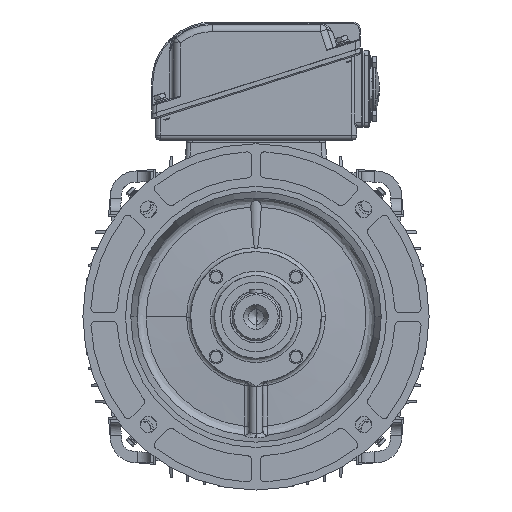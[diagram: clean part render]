
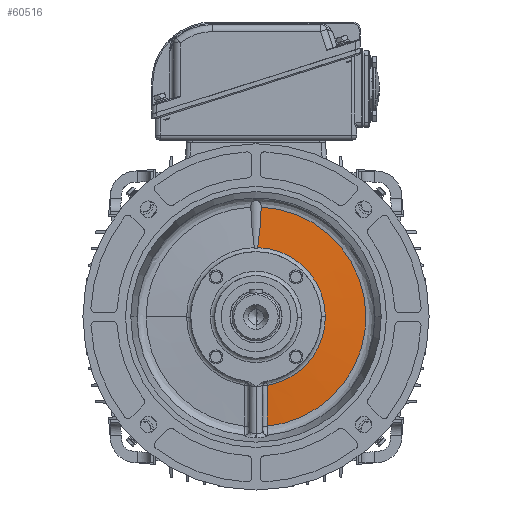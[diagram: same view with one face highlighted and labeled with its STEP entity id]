
A CAD part, front view. The second image highlights one B-rep face of the part: STEP entity #60516.
In plain terms, the highlighted conical face has half-angle 87 degrees and reference radius 126.322 mm.
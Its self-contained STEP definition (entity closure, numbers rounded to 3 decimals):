
#11531 = FACE_OUTER_BOUND ( 'NONE', #70783, .T. ) ;
#11533 = AXIS2_PLACEMENT_3D ( 'NONE', #15477, #15478, #15479 ) ;
#15477 = CARTESIAN_POINT ( 'NONE',  ( 0., 58.31, 0. ) ) ;
#15478 = DIRECTION ( 'NONE',  ( 0., -1., 0. ) ) ;
#15479 = DIRECTION ( 'NONE',  ( 0., 0., -1. ) ) ;
#33598 = CIRCLE ( 'NONE', #47344, 79.738 ) ;
#33600 = CIRCLE ( 'NONE', #47349, 79.738 ) ;
#33609 = CIRCLE ( 'NONE', #47374, 126.322 ) ;
#46184 = B_SPLINE_CURVE_WITH_KNOTS ( 'NONE', 3,
 ( #64461, #64462, #64464, #64466, #64467, #64469, #64471, #64473, #64474, #64475, #64477, #64479, #64480, #64481, #64483, #64485, #64487, #64489, #64490, #64491, #64492, #64493, #64494, #64496, #64497, #64499, #64500, #64502, #64503 ),
 .UNSPECIFIED., .F., .F.,
 ( 4, 2, 2, 1, 1, 1, 1, 2, 2, 2, 1, 1, 1, 1, 1, 1, 1, 2, 2, 4 ),
 ( 0., 0.125, 0.188, 0.219, 0.234, 0.242, 0.246, 0.248, 0.25, 0.375, 0.438, 0.469, 0.484, 0.492, 0.496, 0.498, 0.499, 0.5, 0.5, 1. ),
 .UNSPECIFIED. ) ;
#46212 = B_SPLINE_CURVE_WITH_KNOTS ( 'NONE', 3,
 ( #64679, #64681, #64683, #64684, #64686, #64688, #64690, #64692, #64694, #64696, #64698, #64699, #64701, #64703 ),
 .UNSPECIFIED., .F., .F.,
 ( 4, 2, 2, 2, 2, 2, 4 ),
 ( 0., 0.003, 0.006, 0.012, 0.023, 0.035, 0.047 ),
 .UNSPECIFIED. ) ;
#47344 = AXIS2_PLACEMENT_3D ( 'NONE', #58287, #58288, #58289 ) ;
#47349 = AXIS2_PLACEMENT_3D ( 'NONE', #58335, #58336, #58337 ) ;
#47374 = AXIS2_PLACEMENT_3D ( 'NONE', #58478, #58479, #58480 ) ;
#55986 = CARTESIAN_POINT ( 'NONE',  ( -79.734, 60.752, 0.785 ) ) ;
#55987 = CARTESIAN_POINT ( 'NONE',  ( -1.978, 60.752, 79.714 ) ) ;
#55991 = CARTESIAN_POINT ( 'NONE',  ( -12.957, 60.752, -78.678 ) ) ;
#56031 = CARTESIAN_POINT ( 'NONE',  ( -5.983, 58.31, 126.18 ) ) ;
#56032 = CARTESIAN_POINT ( 'NONE',  ( -12.973, 58.31, -125.654 ) ) ;
#58287 = CARTESIAN_POINT ( 'NONE',  ( 0., 60.752, 0. ) ) ;
#58288 = DIRECTION ( 'NONE',  ( 0., -1., 0. ) ) ;
#58289 = DIRECTION ( 'NONE',  ( 0., 0., 1. ) ) ;
#58335 = CARTESIAN_POINT ( 'NONE',  ( 0., 60.752, 0. ) ) ;
#58336 = DIRECTION ( 'NONE',  ( 0., -1., 0. ) ) ;
#58337 = DIRECTION ( 'NONE',  ( 0., 0., 1. ) ) ;
#58478 = CARTESIAN_POINT ( 'NONE',  ( 0., 58.31, 0. ) ) ;
#58479 = DIRECTION ( 'NONE',  ( 0., 1., 0. ) ) ;
#58480 = DIRECTION ( 'NONE',  ( 0.008, 0., 1. ) ) ;
#60516 = ADVANCED_FACE ( 'NONE', ( #11531 ), #132755, .T. ) ;
#64461 = CARTESIAN_POINT ( 'NONE',  ( -12.957, 60.752, -78.678 ) ) ;
#64462 = CARTESIAN_POINT ( 'NONE',  ( -12.958, 60.66, -80.459 ) ) ;
#64464 = CARTESIAN_POINT ( 'NONE',  ( -12.959, 60.564, -82.301 ) ) ;
#64466 = CARTESIAN_POINT ( 'NONE',  ( -12.961, 60.416, -85.158 ) ) ;
#64467 = CARTESIAN_POINT ( 'NONE',  ( -12.961, 60.366, -86.126 ) ) ;
#64469 = CARTESIAN_POINT ( 'NONE',  ( -12.962, 60.29, -87.601 ) ) ;
#64471 = CARTESIAN_POINT ( 'NONE',  ( -12.962, 60.251, -88.345 ) ) ;
#64473 = CARTESIAN_POINT ( 'NONE',  ( -12.962, 60.206, -89.222 ) ) ;
#64474 = CARTESIAN_POINT ( 'NONE',  ( -12.963, 60.183, -89.664 ) ) ;
#64475 = CARTESIAN_POINT ( 'NONE',  ( -12.963, 60.171, -89.885 ) ) ;
#64477 = CARTESIAN_POINT ( 'NONE',  ( -12.963, 60.166, -89.98 ) ) ;
#64479 = CARTESIAN_POINT ( 'NONE',  ( -12.963, 60.163, -90.043 ) ) ;
#64480 = CARTESIAN_POINT ( 'NONE',  ( -12.963, 60.161, -90.077 ) ) ;
#64481 = CARTESIAN_POINT ( 'NONE',  ( -12.964, 60.062, -91.998 ) ) ;
#64483 = CARTESIAN_POINT ( 'NONE',  ( -12.964, 59.96, -93.95 ) ) ;
#64485 = CARTESIAN_POINT ( 'NONE',  ( -12.965, 59.803, -96.971 ) ) ;
#64487 = CARTESIAN_POINT ( 'NONE',  ( -12.966, 59.724, -98.505 ) ) ;
#64489 = CARTESIAN_POINT ( 'NONE',  ( -12.966, 59.629, -100.335 ) ) ;
#64490 = CARTESIAN_POINT ( 'NONE',  ( -12.967, 59.58, -101.26 ) ) ;
#64491 = CARTESIAN_POINT ( 'NONE',  ( -12.967, 59.556, -101.725 ) ) ;
#64492 = CARTESIAN_POINT ( 'NONE',  ( -12.967, 59.544, -101.958 ) ) ;
#64493 = CARTESIAN_POINT ( 'NONE',  ( -12.967, 59.538, -102.075 ) ) ;
#64494 = CARTESIAN_POINT ( 'NONE',  ( -12.967, 59.535, -102.134 ) ) ;
#64496 = CARTESIAN_POINT ( 'NONE',  ( -12.967, 59.534, -102.159 ) ) ;
#64497 = CARTESIAN_POINT ( 'NONE',  ( -12.967, 59.533, -102.175 ) ) ;
#64499 = CARTESIAN_POINT ( 'NONE',  ( -12.967, 59.532, -102.185 ) ) ;
#64500 = CARTESIAN_POINT ( 'NONE',  ( -12.969, 59.166, -109.222 ) ) ;
#64502 = CARTESIAN_POINT ( 'NONE',  ( -12.971, 58.759, -117.043 ) ) ;
#64503 = CARTESIAN_POINT ( 'NONE',  ( -12.973, 58.31, -125.654 ) ) ;
#64679 = CARTESIAN_POINT ( 'NONE',  ( -1.978, 60.752, 79.714 ) ) ;
#64681 = CARTESIAN_POINT ( 'NONE',  ( -2.175, 60.701, 80.668 ) ) ;
#64683 = CARTESIAN_POINT ( 'NONE',  ( -2.343, 60.651, 81.627 ) ) ;
#64684 = CARTESIAN_POINT ( 'NONE',  ( -2.651, 60.55, 83.547 ) ) ;
#64686 = CARTESIAN_POINT ( 'NONE',  ( -2.789, 60.499, 84.509 ) ) ;
#64688 = CARTESIAN_POINT ( 'NONE',  ( -3.177, 60.347, 87.398 ) ) ;
#64690 = CARTESIAN_POINT ( 'NONE',  ( -3.399, 60.246, 89.33 ) ) ;
#64692 = CARTESIAN_POINT ( 'NONE',  ( -4.004, 59.941, 95.131 ) ) ;
#64694 = CARTESIAN_POINT ( 'NONE',  ( -4.329, 59.737, 99.008 ) ) ;
#64696 = CARTESIAN_POINT ( 'NONE',  ( -4.905, 59.329, 106.765 ) ) ;
#64698 = CARTESIAN_POINT ( 'NONE',  ( -5.155, 59.126, 110.646 ) ) ;
#64699 = CARTESIAN_POINT ( 'NONE',  ( -5.603, 58.718, 118.411 ) ) ;
#64701 = CARTESIAN_POINT ( 'NONE',  ( -5.802, 58.514, 122.295 ) ) ;
#64703 = CARTESIAN_POINT ( 'NONE',  ( -5.983, 58.31, 126.18 ) ) ;
#70783 = EDGE_LOOP ( 'NONE', ( #83047, #83050, #80374, #83054, #83051 ) ) ;
#78217 = VERTEX_POINT ( 'NONE', #55986 ) ;
#78218 = VERTEX_POINT ( 'NONE', #55987 ) ;
#78220 = VERTEX_POINT ( 'NONE', #55991 ) ;
#78242 = VERTEX_POINT ( 'NONE', #56031 ) ;
#78243 = VERTEX_POINT ( 'NONE', #56032 ) ;
#80374 = ORIENTED_EDGE ( 'NONE', *, *, #81102, .T. ) ;
#81102 = EDGE_CURVE ( 'NONE', #78218, #78217, #33598, .T. ) ;
#81109 = EDGE_CURVE ( 'NONE', #78217, #78220, #33600, .T. ) ;
#81153 = EDGE_CURVE ( 'NONE', #78243, #78242, #33609, .T. ) ;
#81697 = EDGE_CURVE ( 'NONE', #78220, #78243, #46184, .T. ) ;
#81727 = EDGE_CURVE ( 'NONE', #78218, #78242, #46212, .T. ) ;
#83047 = ORIENTED_EDGE ( 'NONE', *, *, #81153, .T. ) ;
#83050 = ORIENTED_EDGE ( 'NONE', *, *, #81727, .F. ) ;
#83051 = ORIENTED_EDGE ( 'NONE', *, *, #81697, .T. ) ;
#83054 = ORIENTED_EDGE ( 'NONE', *, *, #81109, .T. ) ;
#132755 = CONICAL_SURFACE ( 'NONE', #11533, 126.322, 1.518 ) ;
